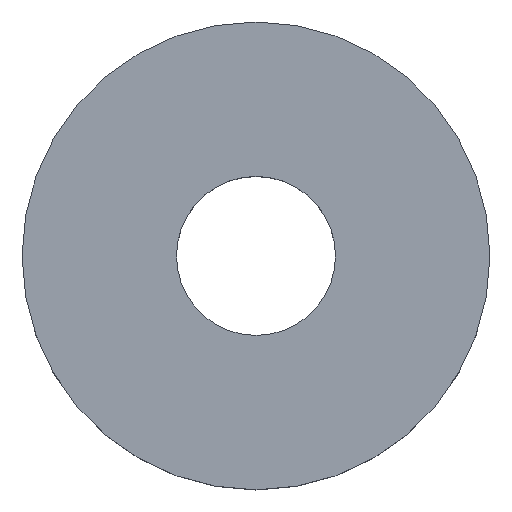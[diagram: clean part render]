
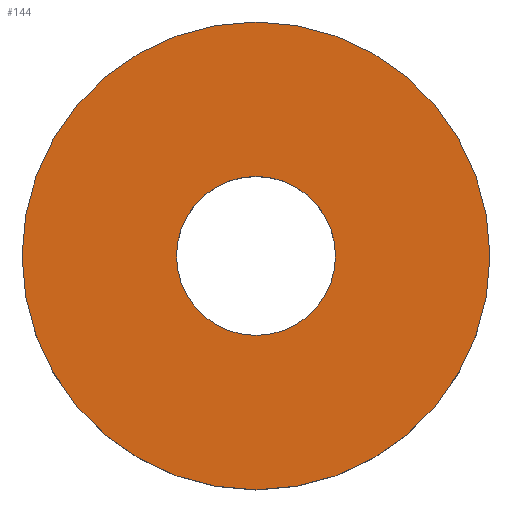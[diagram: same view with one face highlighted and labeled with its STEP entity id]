
A CAD part, top view. The second image highlights one B-rep face of the part: STEP entity #144.
In plain terms, the highlighted planar face has unit normal (0, 0, 1).
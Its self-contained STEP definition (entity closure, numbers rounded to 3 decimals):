
#1 = ORIENTED_EDGE ( 'NONE', *, *, #158, .F. ) ;
#3 = DIRECTION ( 'NONE',  ( 0., 0., 1. ) ) ;
#6 = DIRECTION ( 'NONE',  ( 1., 0., 0. ) ) ;
#12 = VERTEX_POINT ( 'NONE', #215 ) ;
#14 = CARTESIAN_POINT ( 'NONE',  ( 0., 0., 10. ) ) ;
#19 = DIRECTION ( 'NONE',  ( 1., 0., 0. ) ) ;
#24 = FACE_OUTER_BOUND ( 'NONE', #204, .T. ) ;
#27 = EDGE_CURVE ( 'NONE', #216, #12, #205, .T. ) ;
#28 = CARTESIAN_POINT ( 'NONE',  ( 0., 0., 10. ) ) ;
#29 = AXIS2_PLACEMENT_3D ( 'NONE', #214, #200, #6 ) ;
#38 = CIRCLE ( 'NONE', #194, 8.5 ) ;
#44 = DIRECTION ( 'NONE',  ( 1., 0., 0. ) ) ;
#56 = ORIENTED_EDGE ( 'NONE', *, *, #139, .T. ) ;
#57 = DIRECTION ( 'NONE',  ( 0., 0., 1. ) ) ;
#59 = PLANE ( 'NONE',  #90 ) ;
#70 = CARTESIAN_POINT ( 'NONE',  ( 0., 0., 10. ) ) ;
#73 = FACE_BOUND ( 'NONE', #212, .T. ) ;
#80 = CARTESIAN_POINT ( 'NONE',  ( 0., 0., 10. ) ) ;
#90 = AXIS2_PLACEMENT_3D ( 'NONE', #80, #152, #222 ) ;
#91 = CARTESIAN_POINT ( 'NONE',  ( 8.5, 0., 10. ) ) ;
#94 = DIRECTION ( 'NONE',  ( 0., 0., 1. ) ) ;
#96 = EDGE_CURVE ( 'NONE', #243, #237, #38, .T. ) ;
#135 = ORIENTED_EDGE ( 'NONE', *, *, #27, .T. ) ;
#136 = DIRECTION ( 'NONE',  ( 1., 0., 0. ) ) ;
#139 = EDGE_CURVE ( 'NONE', #12, #216, #202, .T. ) ;
#144 = ADVANCED_FACE ( 'NONE', ( #24, #73 ), #59, .T. ) ;
#152 = DIRECTION ( 'NONE',  ( 0., 0., 1. ) ) ;
#153 = AXIS2_PLACEMENT_3D ( 'NONE', #14, #57, #136 ) ;
#158 = EDGE_CURVE ( 'NONE', #237, #243, #159, .T. ) ;
#159 = CIRCLE ( 'NONE', #153, 8.5 ) ;
#194 = AXIS2_PLACEMENT_3D ( 'NONE', #70, #3, #19 ) ;
#197 = ORIENTED_EDGE ( 'NONE', *, *, #96, .F. ) ;
#200 = DIRECTION ( 'NONE',  ( 0., 0., 1. ) ) ;
#202 = CIRCLE ( 'NONE', #29, 25. ) ;
#204 = EDGE_LOOP ( 'NONE', ( #135, #56 ) ) ;
#205 = CIRCLE ( 'NONE', #217, 25. ) ;
#208 = CARTESIAN_POINT ( 'NONE',  ( -8.5, 0., 10. ) ) ;
#212 = EDGE_LOOP ( 'NONE', ( #1, #197 ) ) ;
#214 = CARTESIAN_POINT ( 'NONE',  ( 0., 0., 10. ) ) ;
#215 = CARTESIAN_POINT ( 'NONE',  ( 25., 0., 10. ) ) ;
#216 = VERTEX_POINT ( 'NONE', #240 ) ;
#217 = AXIS2_PLACEMENT_3D ( 'NONE', #28, #94, #44 ) ;
#222 = DIRECTION ( 'NONE',  ( 1., 0., 0. ) ) ;
#237 = VERTEX_POINT ( 'NONE', #208 ) ;
#240 = CARTESIAN_POINT ( 'NONE',  ( -25., 0., 10. ) ) ;
#243 = VERTEX_POINT ( 'NONE', #91 ) ;
